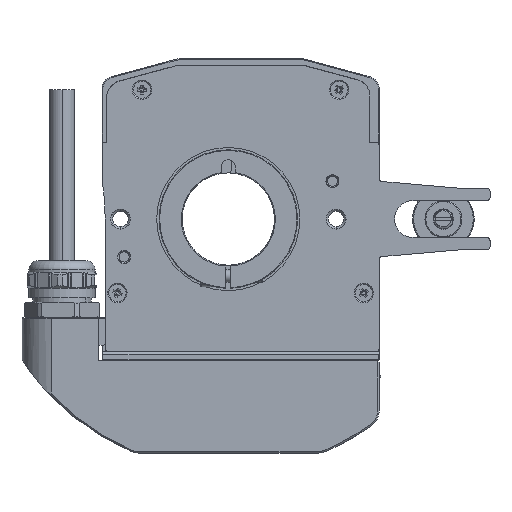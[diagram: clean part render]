
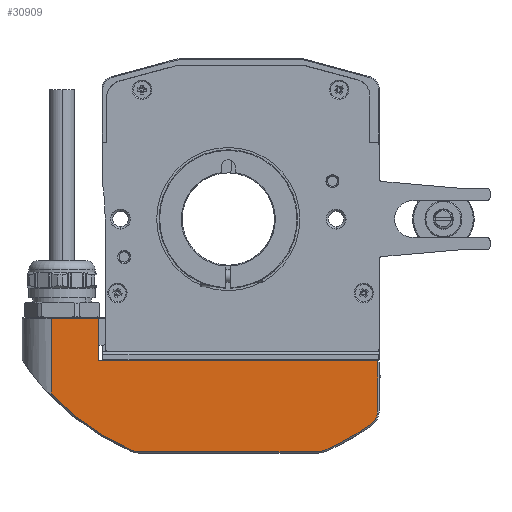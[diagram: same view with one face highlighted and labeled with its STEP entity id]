
A CAD part, front view. The second image highlights one B-rep face of the part: STEP entity #30909.
In plain terms, the highlighted planar face has unit normal (0, -1, 0).
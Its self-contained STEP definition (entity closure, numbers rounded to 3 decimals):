
#24 = VERTEX_POINT ( 'NONE', #39469 ) ;
#767 = DIRECTION ( 'NONE',  ( 1., 0., 0. ) ) ;
#781 = EDGE_CURVE ( 'NONE', #20449, #22987, #1000, .T. ) ;
#1000 = CIRCLE ( 'NONE', #28633, 5.5 ) ;
#2147 = ORIENTED_EDGE ( 'NONE', *, *, #27389, .T. ) ;
#2406 = DIRECTION ( 'NONE',  ( 1., 0., 0. ) ) ;
#2924 = EDGE_CURVE ( 'NONE', #27992, #10511, #21391, .T. ) ;
#3691 = EDGE_CURVE ( 'NONE', #22987, #22864, #27353, .T. ) ;
#4882 = VECTOR ( 'NONE', #19315, 1000. ) ;
#5664 = CARTESIAN_POINT ( 'NONE',  ( -57.571, -1., -56.826 ) ) ;
#6225 = ORIENTED_EDGE ( 'NONE', *, *, #2924, .T. ) ;
#6454 = AXIS2_PLACEMENT_3D ( 'NONE', #15520, #37832, #18744 ) ;
#7518 = CARTESIAN_POINT ( 'NONE',  ( 29.189, -1., -75.5 ) ) ;
#8233 = CIRCLE ( 'NONE', #17817, 5.5 ) ;
#8564 = CARTESIAN_POINT ( 'NONE',  ( -57.571, -1., -76. ) ) ;
#9258 = EDGE_CURVE ( 'NONE', #24, #13822, #8233, .T. ) ;
#9696 = VERTEX_POINT ( 'NONE', #38849 ) ;
#9769 = ORIENTED_EDGE ( 'NONE', *, *, #17476, .T. ) ;
#10511 = VERTEX_POINT ( 'NONE', #22912 ) ;
#11019 = EDGE_CURVE ( 'NONE', #13822, #9696, #40044, .T. ) ;
#11447 = CARTESIAN_POINT ( 'NONE',  ( -42.2, -1., -32.2 ) ) ;
#11790 = DIRECTION ( 'NONE',  ( 0., 0., -1. ) ) ;
#12458 = DIRECTION ( 'NONE',  ( 1., 0., 0. ) ) ;
#12604 = DIRECTION ( 'NONE',  ( 0., -1., 0. ) ) ;
#13586 = VECTOR ( 'NONE', #13808, 1000. ) ;
#13808 = DIRECTION ( 'NONE',  ( 1., 0., 0. ) ) ;
#13822 = VERTEX_POINT ( 'NONE', #14561 ) ;
#13899 = VECTOR ( 'NONE', #37046, 1000. ) ;
#14561 = CARTESIAN_POINT ( 'NONE',  ( -29.189, -1., -75.5 ) ) ;
#14722 = CARTESIAN_POINT ( 'NONE',  ( -57.571, -1., -32.2 ) ) ;
#14752 = ORIENTED_EDGE ( 'NONE', *, *, #32581, .T. ) ;
#15085 = CARTESIAN_POINT ( 'NONE',  ( 46.196, -1., -66.701 ) ) ;
#15520 = CARTESIAN_POINT ( 'NONE',  ( 0., -1., -2. ) ) ;
#15624 = DIRECTION ( 'NONE',  ( 0., -1., 0. ) ) ;
#16058 = ORIENTED_EDGE ( 'NONE', *, *, #11019, .T. ) ;
#17460 = ORIENTED_EDGE ( 'NONE', *, *, #32493, .T. ) ;
#17476 = EDGE_CURVE ( 'NONE', #22782, #27992, #28362, .T. ) ;
#17490 = ORIENTED_EDGE ( 'NONE', *, *, #9258, .T. ) ;
#17817 = AXIS2_PLACEMENT_3D ( 'NONE', #40616, #21501, #2406 ) ;
#18197 = AXIS2_PLACEMENT_3D ( 'NONE', #38846, #19888, #767 ) ;
#18468 = CARTESIAN_POINT ( 'NONE',  ( 0., -1., -2. ) ) ;
#18744 = DIRECTION ( 'NONE',  ( 1., 0., 0. ) ) ;
#19315 = DIRECTION ( 'NONE',  ( -1., 0., 0. ) ) ;
#19768 = CARTESIAN_POINT ( 'NONE',  ( 48.5, -1., -76. ) ) ;
#19888 = DIRECTION ( 'NONE',  ( 0., 1., 0. ) ) ;
#20449 = VERTEX_POINT ( 'NONE', #15085 ) ;
#20599 = ORIENTED_EDGE ( 'NONE', *, *, #3691, .T. ) ;
#20618 = CARTESIAN_POINT ( 'NONE',  ( 31.358, -1., -75.054 ) ) ;
#21391 = LINE ( 'NONE', #14722, #13899 ) ;
#21501 = DIRECTION ( 'NONE',  ( 0., -1., 0. ) ) ;
#21666 = DIRECTION ( 'NONE',  ( 1., 0., 0. ) ) ;
#21865 = LINE ( 'NONE', #31981, #4882 ) ;
#22040 = CARTESIAN_POINT ( 'NONE',  ( 43., -1., -62.225 ) ) ;
#22782 = VERTEX_POINT ( 'NONE', #41152 ) ;
#22864 = VERTEX_POINT ( 'NONE', #28977 ) ;
#22912 = CARTESIAN_POINT ( 'NONE',  ( -57.571, -1., -32.2 ) ) ;
#22987 = VERTEX_POINT ( 'NONE', #35804 ) ;
#25740 = FACE_OUTER_BOUND ( 'NONE', #26269, .T. ) ;
#26269 = EDGE_LOOP ( 'NONE', ( #28625, #9769, #6225, #33512, #14752, #17490, #16058, #2147, #17460, #40639, #20599 ) ) ;
#26348 = VECTOR ( 'NONE', #35644, 1000. ) ;
#27353 = LINE ( 'NONE', #19768, #26348 ) ;
#27389 = EDGE_CURVE ( 'NONE', #9696, #39676, #40877, .T. ) ;
#27992 = VERTEX_POINT ( 'NONE', #11447 ) ;
#28362 = LINE ( 'NONE', #29171, #35829 ) ;
#28625 = ORIENTED_EDGE ( 'NONE', *, *, #38629, .T. ) ;
#28633 = AXIS2_PLACEMENT_3D ( 'NONE', #22040, #15624, #12458 ) ;
#28977 = CARTESIAN_POINT ( 'NONE',  ( 48.5, -1., -46. ) ) ;
#29171 = CARTESIAN_POINT ( 'NONE',  ( -42.2, -1., -76. ) ) ;
#30144 = AXIS2_PLACEMENT_3D ( 'NONE', #31673, #12604, #34893 ) ;
#30909 = ADVANCED_FACE ( 'NONE', ( #25740 ), #38988, .F. ) ;
#31658 = CIRCLE ( 'NONE', #6454, 79.5 ) ;
#31673 = CARTESIAN_POINT ( 'NONE',  ( 29.189, -1., -70. ) ) ;
#31981 = CARTESIAN_POINT ( 'NONE',  ( 49., -1., -46. ) ) ;
#32396 = DIRECTION ( 'NONE',  ( 0., 0., 1. ) ) ;
#32493 = EDGE_CURVE ( 'NONE', #39676, #20449, #40135, .T. ) ;
#32581 = EDGE_CURVE ( 'NONE', #40207, #24, #31658, .T. ) ;
#33512 = ORIENTED_EDGE ( 'NONE', *, *, #34921, .T. ) ;
#34893 = DIRECTION ( 'NONE',  ( 1., 0., 0. ) ) ;
#34921 = EDGE_CURVE ( 'NONE', #10511, #40207, #38114, .T. ) ;
#35055 = AXIS2_PLACEMENT_3D ( 'NONE', #18468, #40776, #21666 ) ;
#35644 = DIRECTION ( 'NONE',  ( 0., 0., 1. ) ) ;
#35804 = CARTESIAN_POINT ( 'NONE',  ( 48.5, -1., -62.225 ) ) ;
#35829 = VECTOR ( 'NONE', #32396, 1000. ) ;
#37046 = DIRECTION ( 'NONE',  ( -1., 0., 0. ) ) ;
#37832 = DIRECTION ( 'NONE',  ( 0., -1., 0. ) ) ;
#38114 = LINE ( 'NONE', #8564, #39084 ) ;
#38629 = EDGE_CURVE ( 'NONE', #22864, #22782, #21865, .T. ) ;
#38846 = CARTESIAN_POINT ( 'NONE',  ( 49., -1., -76. ) ) ;
#38849 = CARTESIAN_POINT ( 'NONE',  ( 29.189, -1., -75.5 ) ) ;
#38988 = PLANE ( 'NONE',  #18197 ) ;
#39084 = VECTOR ( 'NONE', #11790, 1000. ) ;
#39469 = CARTESIAN_POINT ( 'NONE',  ( -31.358, -1., -75.054 ) ) ;
#39676 = VERTEX_POINT ( 'NONE', #20618 ) ;
#40044 = LINE ( 'NONE', #7518, #13586 ) ;
#40135 = CIRCLE ( 'NONE', #35055, 79.5 ) ;
#40207 = VERTEX_POINT ( 'NONE', #5664 ) ;
#40616 = CARTESIAN_POINT ( 'NONE',  ( -29.189, -1., -70. ) ) ;
#40639 = ORIENTED_EDGE ( 'NONE', *, *, #781, .T. ) ;
#40776 = DIRECTION ( 'NONE',  ( 0., -1., 0. ) ) ;
#40877 = CIRCLE ( 'NONE', #30144, 5.5 ) ;
#41152 = CARTESIAN_POINT ( 'NONE',  ( -42.2, -1., -46. ) ) ;
